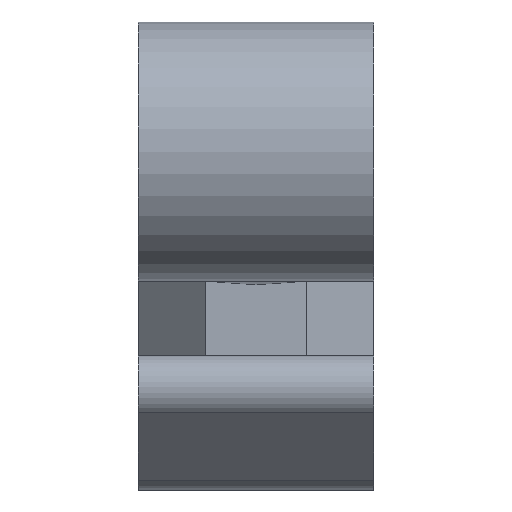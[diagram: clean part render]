
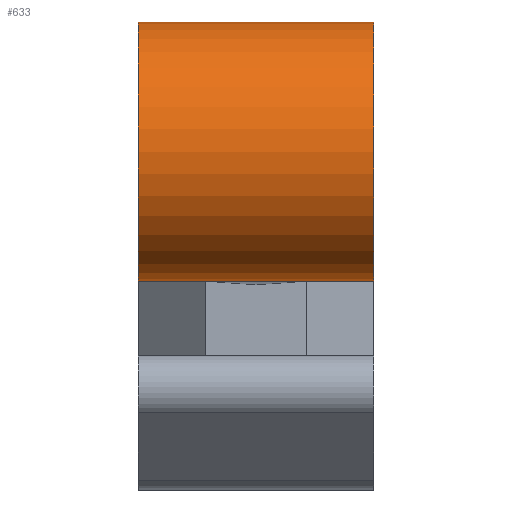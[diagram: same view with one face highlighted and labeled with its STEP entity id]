
A CAD part, left-side view. The second image highlights one B-rep face of the part: STEP entity #633.
In plain terms, the highlighted cylindrical face has radius 3.85 mm (diameter 7.7 mm), a partial arc.
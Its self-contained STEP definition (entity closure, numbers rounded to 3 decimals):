
#92=LINE('',#1045,#161);
#93=LINE('',#1049,#162);
#161=VECTOR('',#848,10.);
#162=VECTOR('',#853,10.);
#183=CYLINDRICAL_SURFACE('',#699,3.85);
#206=FACE_OUTER_BOUND('',#239,.T.);
#239=EDGE_LOOP('',(#528,#529,#530,#531));
#267=CIRCLE('',#677,3.85);
#273=CIRCLE('',#700,3.85);
#303=VERTEX_POINT('',#955);
#304=VERTEX_POINT('',#957);
#331=VERTEX_POINT('',#1043);
#332=VERTEX_POINT('',#1047);
#366=EDGE_CURVE('',#303,#304,#267,.T.);
#410=EDGE_CURVE('',#303,#331,#92,.T.);
#411=EDGE_CURVE('',#332,#331,#273,.T.);
#412=EDGE_CURVE('',#304,#332,#93,.T.);
#528=ORIENTED_EDGE('',*,*,#410,.T.);
#529=ORIENTED_EDGE('',*,*,#411,.F.);
#530=ORIENTED_EDGE('',*,*,#412,.F.);
#531=ORIENTED_EDGE('',*,*,#366,.F.);
#633=ADVANCED_FACE('',(#206),#183,.T.);
#677=AXIS2_PLACEMENT_3D('',#958,#766,#767);
#699=AXIS2_PLACEMENT_3D('',#1046,#849,#850);
#700=AXIS2_PLACEMENT_3D('',#1048,#851,#852);
#766=DIRECTION('center_axis',(0.,-1.,0.));
#767=DIRECTION('ref_axis',(0.,0.,-1.));
#848=DIRECTION('',(0.,1.,0.));
#849=DIRECTION('center_axis',(0.,1.,0.));
#850=DIRECTION('ref_axis',(0.,0.,-1.));
#851=DIRECTION('center_axis',(0.,1.,0.));
#852=DIRECTION('ref_axis',(0.,0.,-1.));
#853=DIRECTION('',(0.,1.,0.));
#955=CARTESIAN_POINT('',(-8.15,-3.5,22.7));
#957=CARTESIAN_POINT('',(-8.15,-3.5,15.));
#958=CARTESIAN_POINT('Origin',(-8.15,-3.5,18.85));
#1043=CARTESIAN_POINT('',(-8.15,3.5,22.7));
#1045=CARTESIAN_POINT('',(-8.15,0.,22.7));
#1046=CARTESIAN_POINT('Origin',(-8.15,0.,18.85));
#1047=CARTESIAN_POINT('',(-8.15,3.5,15.));
#1048=CARTESIAN_POINT('Origin',(-8.15,3.5,18.85));
#1049=CARTESIAN_POINT('',(-8.15,0.,15.));
